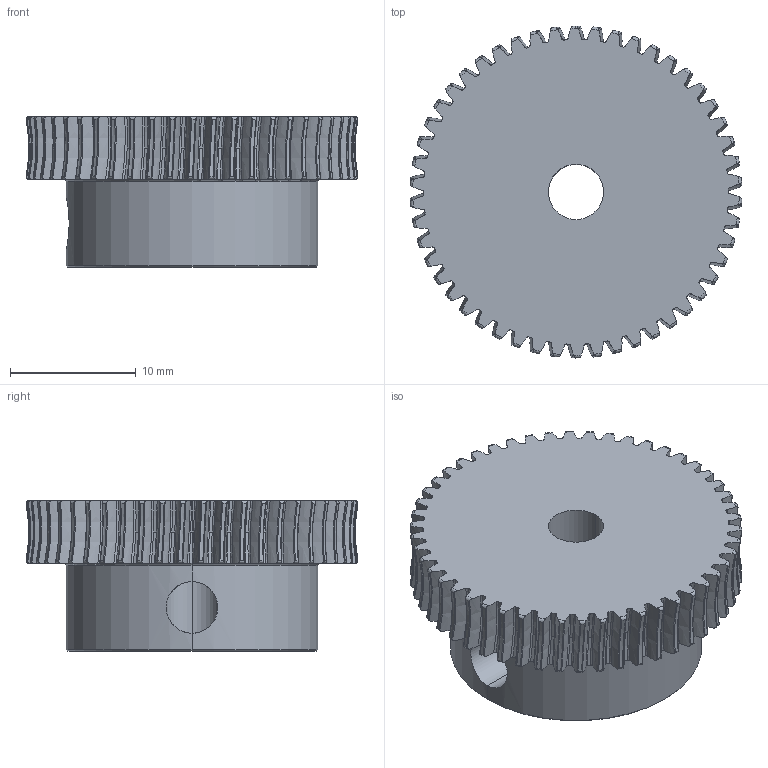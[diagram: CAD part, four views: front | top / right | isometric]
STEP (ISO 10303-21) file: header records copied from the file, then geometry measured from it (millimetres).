
FILE_DESCRIPTION (( 'STEP AP214' ), '1' );
FILE_NAME ('(50 to 1) 57545K739_Metal Worm Gear.STEP', '2024-10-30T21:17:08', ( '' ), ( '' ), 'SwSTEP 2.0', 'SolidWorks 2022', '' );
FILE_SCHEMA (( 'AUTOMOTIVE_DESIGN' ));
Length unit declared in the file: millimetre
Products named in the file (1): (50 to 1) 57545K739_Metal Worm Gear
Bounding box: 26.39 x 26.42 x 12 mm (x, y, z)
Volume: 4380.9 mm3; surface area: 2424.2 mm2
Topology: 1 solids, 1 shells, 567 faces, 1697 edges, 1131 vertices
Faces by surface type: bspline 350, torus 206, cylinder 6, plane 3, cone 2
Entity records: 37210 total; most frequent: CARTESIAN_POINT 25472, ORIENTED_EDGE 3394, EDGE_CURVE 1697, B_SPLINE_CURVE_WITH_KNOTS 1408, VERTEX_POINT 1131, DIRECTION 1000, EDGE_LOOP 570, FACE_OUTER_BOUND 567
